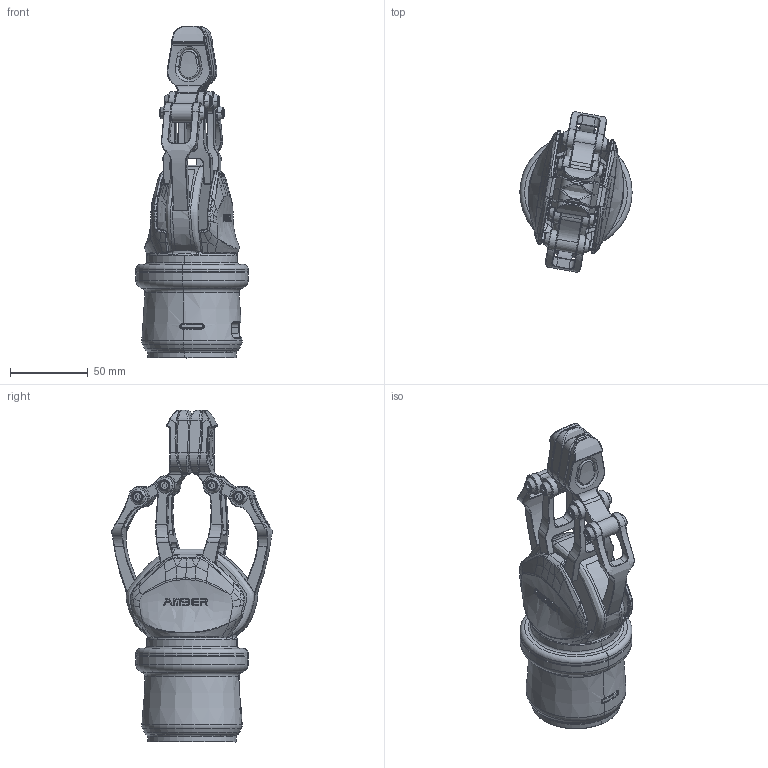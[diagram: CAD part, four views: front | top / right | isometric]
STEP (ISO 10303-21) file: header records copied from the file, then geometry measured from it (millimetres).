
FILE_DESCRIPTION((''),'2;1');
FILE_NAME('00-_________ASM_1_ASM','2021-05-08T',('MSI-NB'),(''),'CREO PARAMETRIC BY PTC INC, 2014350','CREO PARAMETRIC BY PTC INC, 2014350','');
FILE_SCHEMA(('CONFIG_CONTROL_DESIGN'));
Length unit declared in the file: millimetre
Products named in the file (11): 忒蛈_1-516816; 蟀裝1-_1; 蟀裝2-_1; 蟀裝3-_1; 忒蛈蟀諉_1; 忒蛈_1-551188; 祑倰_1; M3H6_1; ﾍ秬1; 腑嫖_1; 00-_________ASM_1_ASM
Assembly tree (30 placements, depth 2):
  00-_________ASM_1_ASM
    忒蛈_1-516816
    蟀裝1-_1  x2
    蟀裝2-_1  x2
    蟀裝3-_1  x2
    忒蛈蟀諉_1
    忒蛈_1-551188  x2
    祑倰_1  x8
    M3H6_1  x8
    ﾍ秬1  x2
    腑嫖_1  x2
Bounding box: 72 x 103.16 x 212.98 mm (x, y, z)
Volume: 245469.4 mm3; surface area: 91671.1 mm2
Topology: 30 solids, 30 shells, 2146 faces, 5429 edges, 3322 vertices
Faces by surface type: bspline 1024, cylinder 402, plane 310, torus 210, cone 120, sphere 52, extrusion 28
Entity records: 77807 total; most frequent: CARTESIAN_POINT 51737, ORIENTED_EDGE 5058, DIRECTION 2764, EDGE_CURVE 2529, PRESENTATION_STYLE_ASSIGNMENT 1957, STYLED_ITEM 1957, CURVE_STYLE 1951, VERTEX_POINT 1577
